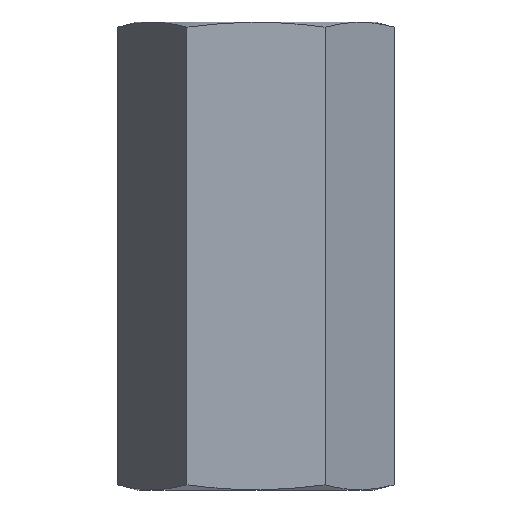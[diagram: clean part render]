
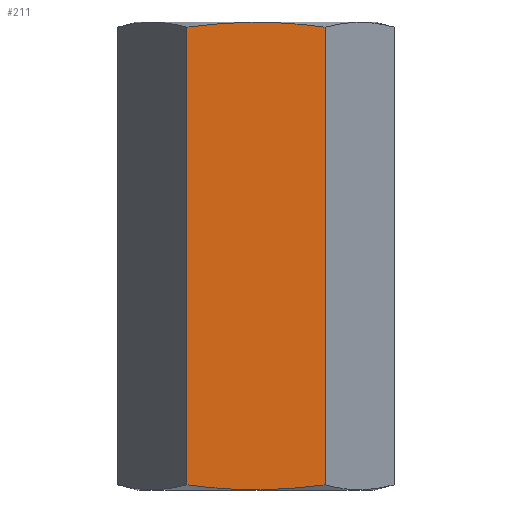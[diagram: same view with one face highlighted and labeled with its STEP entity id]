
A CAD part, front view. The second image highlights one B-rep face of the part: STEP entity #211.
In plain terms, the highlighted planar face has unit normal (0, -1, 0).
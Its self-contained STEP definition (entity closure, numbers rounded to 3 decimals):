
#107=VERTEX_POINT('',#289);
#129=EDGE_CURVE('',#157,#107,#315,.T.);
#149=VERTEX_POINT('',#340);
#157=VERTEX_POINT('',#348);
#197=VERTEX_POINT('',#393);
#211=ADVANCED_FACE('',(#408),#409,.T.);
#217=EDGE_CURVE('',#149,#157,#417,.T.);
#219=EDGE_CURVE('',#197,#149,#419,.T.);
#225=EDGE_CURVE('',#107,#197,#426,.T.);
#289=CARTESIAN_POINT('',(13.275,-22.993,-0.996));
#315=(B_SPLINE_CURVE(2,(#522,#523,#524),.UNSPECIFIED.,.F.,.F.)B_SPLINE_CURVE_WITH_KNOTS((3,3),(0.0,26.618),.UNSPECIFIED.)RATIONAL_B_SPLINE_CURVE((1.0,1.155,1.0))BOUNDED_CURVE()REPRESENTATION_ITEM('')GEOMETRIC_REPRESENTATION_ITEM()CURVE());
#340=CARTESIAN_POINT('',(-13.275,-22.993,-89.004));
#348=CARTESIAN_POINT('',(-13.275,-22.993,-0.996));
#393=CARTESIAN_POINT('',(13.275,-22.993,-89.004));
#408=FACE_OUTER_BOUND('',#701,.T.);
#409=PLANE('',#702);
#417=LINE('',#711,#712);
#419=(B_SPLINE_CURVE(2,(#716,#717,#718),.UNSPECIFIED.,.F.,.F.)B_SPLINE_CURVE_WITH_KNOTS((3,3),(0.0,26.618),.UNSPECIFIED.)RATIONAL_B_SPLINE_CURVE((1.0,1.155,1.0))BOUNDED_CURVE()REPRESENTATION_ITEM('')GEOMETRIC_REPRESENTATION_ITEM()CURVE());
#426=LINE('',#732,#733);
#522=CARTESIAN_POINT('',(-13.275,-22.993,-0.996));
#523=CARTESIAN_POINT('',(0.,-22.993,0.783));
#524=CARTESIAN_POINT('',(13.275,-22.993,-0.996));
#701=EDGE_LOOP('',(#967,#968,#969,#970));
#702=AXIS2_PLACEMENT_3D('',#971,#972,#973);
#711=CARTESIAN_POINT('',(-13.275,-22.993,-45.));
#712=VECTOR('',#992,1.0);
#716=CARTESIAN_POINT('',(13.275,-22.993,-89.004));
#717=CARTESIAN_POINT('',(0.,-22.993,-90.783));
#718=CARTESIAN_POINT('',(-13.275,-22.993,-89.004));
#732=CARTESIAN_POINT('',(13.275,-22.993,-45.));
#733=VECTOR('',#1003,1.0);
#967=ORIENTED_EDGE('',*,*,#129,.F.);
#968=ORIENTED_EDGE('',*,*,#217,.F.);
#969=ORIENTED_EDGE('',*,*,#219,.F.);
#970=ORIENTED_EDGE('',*,*,#225,.F.);
#971=CARTESIAN_POINT('',(13.275,-22.993,-90.));
#972=DIRECTION('',(0.0,-1.0,0.0));
#973=DIRECTION('',(0.0,0.0,1.0));
#992=DIRECTION('',(0.0,0.0,1.0));
#1003=DIRECTION('',(0.0,0.0,-1.0));
